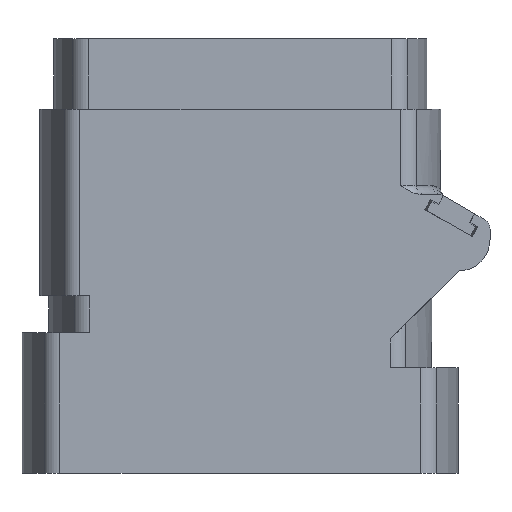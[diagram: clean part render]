
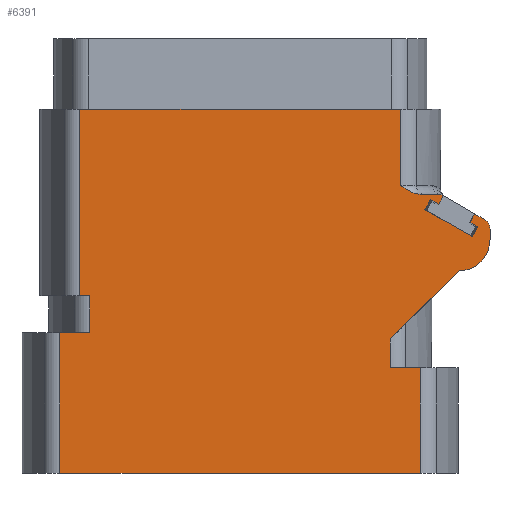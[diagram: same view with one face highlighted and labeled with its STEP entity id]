
A CAD part, front view. The second image highlights one B-rep face of the part: STEP entity #6391.
In plain terms, the highlighted planar face has unit normal (0, -1, 0).
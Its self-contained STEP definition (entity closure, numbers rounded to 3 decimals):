
#670=DIRECTION('',(1.,0.,0.));
#671=VECTOR('',#670,18.238);
#672=CARTESIAN_POINT('',(-9.119,-6.,20.7));
#673=LINE('',#672,#671);
#712=DIRECTION('',(1.,0.,0.));
#713=VECTOR('',#712,0.575);
#714=CARTESIAN_POINT('',(-9.119,-6.,10.1));
#715=LINE('',#714,#713);
#740=DIRECTION('',(-0.5,0.,-0.866));
#741=VECTOR('',#740,0.55);
#742=CARTESIAN_POINT('',(11.555,-6.,15.777));
#743=LINE('',#742,#741);
#744=DIRECTION('',(-0.866,0.,0.5));
#745=VECTOR('',#744,0.525);
#746=CARTESIAN_POINT('',(11.28,-6.,15.3));
#747=LINE('',#746,#745);
#748=DIRECTION('',(-0.5,0.,-0.866));
#749=VECTOR('',#748,0.65);
#750=CARTESIAN_POINT('',(10.825,-6.,15.563));
#751=LINE('',#750,#749);
#752=DIRECTION('',(0.866,0.,-0.5));
#753=VECTOR('',#752,3.1);
#754=CARTESIAN_POINT('',(10.5,-6.,15.));
#755=LINE('',#754,#753);
#756=DIRECTION('',(0.5,0.,0.866));
#757=VECTOR('',#756,0.65);
#758=CARTESIAN_POINT('',(13.185,-6.,13.45));
#759=LINE('',#758,#757);
#760=DIRECTION('',(-0.866,0.,0.5));
#761=VECTOR('',#760,0.525);
#762=CARTESIAN_POINT('',(13.51,-6.,14.013));
#763=LINE('',#762,#761);
#764=DIRECTION('',(0.5,0.,0.866));
#765=VECTOR('',#764,0.55);
#766=CARTESIAN_POINT('',(13.055,-6.,14.275));
#767=LINE('',#766,#765);
#768=DIRECTION('',(-0.866,0.,0.5));
#769=VECTOR('',#768,0.629);
#770=CARTESIAN_POINT('',(13.875,-6.,14.437));
#771=LINE('',#770,#769);
#772=CARTESIAN_POINT('',(13.55,-6.,13.874));
#773=DIRECTION('',(0.,-1.,0.));
#774=DIRECTION('',(1.,0.,0.));
#775=AXIS2_PLACEMENT_3D('',#772,#773,#774);
#777=DIRECTION('',(0.,0.,1.));
#778=VECTOR('',#777,0.574);
#779=CARTESIAN_POINT('',(14.2,-6.,13.3));
#780=LINE('',#779,#778);
#781=CARTESIAN_POINT('',(12.4,-6.,13.3));
#782=DIRECTION('',(0.,-1.,0.));
#783=DIRECTION('',(0.,0.,-1.));
#784=AXIS2_PLACEMENT_3D('',#781,#782,#783);
#786=DIRECTION('',(0.,0.,-1.));
#787=VECTOR('',#786,1.645);
#788=CARTESIAN_POINT('',(8.545,-6.,7.645));
#789=LINE('',#788,#787);
#790=DIRECTION('',(0.,0.,-1.));
#791=VECTOR('',#790,6.);
#792=CARTESIAN_POINT('',(10.245,-6.,6.));
#793=LINE('',#792,#791);
#794=DIRECTION('',(0.,0.,1.));
#795=VECTOR('',#794,8.);
#796=CARTESIAN_POINT('',(-10.245,-6.,0.));
#797=LINE('',#796,#795);
#798=DIRECTION('',(0.,0.,-1.));
#799=VECTOR('',#798,2.1);
#800=CARTESIAN_POINT('',(-8.545,-6.,10.1));
#801=LINE('',#800,#799);
#802=DIRECTION('',(0.,0.,-1.));
#803=VECTOR('',#802,10.6);
#804=CARTESIAN_POINT('',(-9.119,-6.,20.7));
#805=LINE('',#804,#803);
#806=DIRECTION('',(0.,0.,-1.));
#807=VECTOR('',#806,4.334);
#808=CARTESIAN_POINT('',(9.119,-6.,20.7));
#809=LINE('',#808,#807);
#810=DIRECTION('',(-0.866,0.,0.5));
#811=VECTOR('',#810,0.179);
#812=CARTESIAN_POINT('',(11.555,-6.,15.777));
#813=LINE('',#812,#811);
#842=DIRECTION('',(-1.,0.,0.));
#843=VECTOR('',#842,1.163);
#844=CARTESIAN_POINT('',(11.4,-6.,15.866));
#845=LINE('',#844,#843);
#861=CARTESIAN_POINT('',(10.237,-6.,15.866));
#862=CARTESIAN_POINT('',(10.224,-6.,15.866));
#863=CARTESIAN_POINT('',(10.198,-6.,15.867));
#864=CARTESIAN_POINT('',(10.158,-6.,15.869));
#865=CARTESIAN_POINT('',(10.116,-6.,15.874));
#866=CARTESIAN_POINT('',(10.072,-6.,15.88));
#867=CARTESIAN_POINT('',(10.027,-6.,15.889));
#868=CARTESIAN_POINT('',(9.98,-6.,15.899));
#869=CARTESIAN_POINT('',(9.932,-6.,15.913));
#870=CARTESIAN_POINT('',(9.881,-6.,15.929));
#871=CARTESIAN_POINT('',(9.828,-6.,15.948));
#872=CARTESIAN_POINT('',(9.772,-6.,15.97));
#873=CARTESIAN_POINT('',(9.714,-6.,15.996));
#874=CARTESIAN_POINT('',(9.651,-6.,16.026));
#875=CARTESIAN_POINT('',(9.583,-6.,16.063));
#876=CARTESIAN_POINT('',(9.508,-6.,16.105));
#877=CARTESIAN_POINT('',(9.425,-6.,16.157));
#878=CARTESIAN_POINT('',(9.332,-6.,16.217));
#879=CARTESIAN_POINT('',(9.231,-6.,16.287));
#880=CARTESIAN_POINT('',(9.158,-6.,16.339));
#881=CARTESIAN_POINT('',(9.119,-6.,16.366));
#1281=DIRECTION('',(0.707,0.,0.707));
#1282=VECTOR('',#1281,5.452);
#1283=CARTESIAN_POINT('',(8.545,-6.,7.645));
#1284=LINE('',#1283,#1282);
#1359=DIRECTION('',(-1.,0.,0.));
#1360=VECTOR('',#1359,1.7);
#1361=CARTESIAN_POINT('',(10.245,-6.,6.));
#1362=LINE('',#1361,#1360);
#1428=DIRECTION('',(1.,0.,0.));
#1429=VECTOR('',#1428,20.49);
#1430=CARTESIAN_POINT('',(-10.245,-6.,0.));
#1431=LINE('',#1430,#1429);
#1456=DIRECTION('',(-1.,0.,0.));
#1457=VECTOR('',#1456,1.7);
#1458=CARTESIAN_POINT('',(-8.545,-6.,8.));
#1459=LINE('',#1458,#1457);
#4181=CARTESIAN_POINT('',(12.4,-6.,11.5));
#4182=CARTESIAN_POINT('',(14.2,-6.,13.3));
#4183=VERTEX_POINT('',#4181);
#4184=VERTEX_POINT('',#4182);
#4185=CARTESIAN_POINT('',(14.2,-6.,13.874));
#4186=VERTEX_POINT('',#4185);
#4187=CARTESIAN_POINT('',(13.875,-6.,14.437));
#4188=VERTEX_POINT('',#4187);
#4217=CARTESIAN_POINT('',(11.4,-6.,15.866));
#4218=VERTEX_POINT('',#4217);
#4233=CARTESIAN_POINT('',(11.555,-6.,15.777));
#4234=CARTESIAN_POINT('',(11.28,-6.,15.3));
#4235=VERTEX_POINT('',#4233);
#4236=VERTEX_POINT('',#4234);
#4237=CARTESIAN_POINT('',(10.825,-6.,15.563));
#4238=VERTEX_POINT('',#4237);
#4239=CARTESIAN_POINT('',(10.5,-6.,15.));
#4240=VERTEX_POINT('',#4239);
#4241=CARTESIAN_POINT('',(13.185,-6.,13.45));
#4242=VERTEX_POINT('',#4241);
#4243=CARTESIAN_POINT('',(13.51,-6.,14.013));
#4244=VERTEX_POINT('',#4243);
#4245=CARTESIAN_POINT('',(13.055,-6.,14.275));
#4246=VERTEX_POINT('',#4245);
#4247=CARTESIAN_POINT('',(13.33,-6.,14.752));
#4248=VERTEX_POINT('',#4247);
#4298=CARTESIAN_POINT('',(10.245,-6.,0.));
#4300=VERTEX_POINT('',#4298);
#4301=CARTESIAN_POINT('',(10.245,-6.,6.));
#4302=VERTEX_POINT('',#4301);
#4306=CARTESIAN_POINT('',(-10.245,-6.,8.));
#4308=VERTEX_POINT('',#4306);
#4309=CARTESIAN_POINT('',(-10.245,-6.,0.));
#4310=VERTEX_POINT('',#4309);
#4329=CARTESIAN_POINT('',(8.545,-6.,7.645));
#4330=CARTESIAN_POINT('',(8.545,-6.,6.));
#4331=VERTEX_POINT('',#4329);
#4332=VERTEX_POINT('',#4330);
#4341=CARTESIAN_POINT('',(-8.545,-6.,10.1));
#4342=CARTESIAN_POINT('',(-8.545,-6.,8.));
#4343=VERTEX_POINT('',#4341);
#4344=VERTEX_POINT('',#4342);
#4345=CARTESIAN_POINT('',(-9.119,-6.,10.1));
#4347=VERTEX_POINT('',#4345);
#4351=CARTESIAN_POINT('',(-9.119,-6.,20.7));
#4352=VERTEX_POINT('',#4351);
#4365=CARTESIAN_POINT('',(9.119,-6.,20.7));
#4367=VERTEX_POINT('',#4365);
#4373=CARTESIAN_POINT('',(9.119,-6.,16.366));
#4374=VERTEX_POINT('',#4373);
#4375=CARTESIAN_POINT('',(10.237,-6.,15.866));
#4376=VERTEX_POINT('',#4375);
#6335=CARTESIAN_POINT('',(-10.852,-6.,0.));
#6336=DIRECTION('',(0.,-1.,0.));
#6337=DIRECTION('',(1.,0.,0.));
#6338=AXIS2_PLACEMENT_3D('',#6335,#6336,#6337);
#6339=PLANE('',#6338);
#6341=ORIENTED_EDGE('',*,*,#6340,.T.);
#6343=ORIENTED_EDGE('',*,*,#6342,.T.);
#6345=ORIENTED_EDGE('',*,*,#6344,.T.);
#6347=ORIENTED_EDGE('',*,*,#6346,.T.);
#6349=ORIENTED_EDGE('',*,*,#6348,.T.);
#6351=ORIENTED_EDGE('',*,*,#6350,.T.);
#6353=ORIENTED_EDGE('',*,*,#6352,.T.);
#6355=ORIENTED_EDGE('',*,*,#6354,.F.);
#6357=ORIENTED_EDGE('',*,*,#6356,.F.);
#6359=ORIENTED_EDGE('',*,*,#6358,.F.);
#6361=ORIENTED_EDGE('',*,*,#6360,.F.);
#6363=ORIENTED_EDGE('',*,*,#6362,.F.);
#6365=ORIENTED_EDGE('',*,*,#6364,.T.);
#6367=ORIENTED_EDGE('',*,*,#6366,.F.);
#6369=ORIENTED_EDGE('',*,*,#6368,.T.);
#6371=ORIENTED_EDGE('',*,*,#6370,.F.);
#6373=ORIENTED_EDGE('',*,*,#6372,.T.);
#6375=ORIENTED_EDGE('',*,*,#6374,.F.);
#6377=ORIENTED_EDGE('',*,*,#6376,.F.);
#6378=ORIENTED_EDGE('',*,*,#6317,.F.);
#6379=ORIENTED_EDGE('',*,*,#6307,.F.);
#6380=ORIENTED_EDGE('',*,*,#6275,.T.);
#6382=ORIENTED_EDGE('',*,*,#6381,.T.);
#6384=ORIENTED_EDGE('',*,*,#6383,.F.);
#6386=ORIENTED_EDGE('',*,*,#6385,.F.);
#6388=ORIENTED_EDGE('',*,*,#6387,.F.);
#6389=EDGE_LOOP('',(#6341,#6343,#6345,#6347,#6349,#6351,#6353,#6355,#6357,#6359,
#6361,#6363,#6365,#6367,#6369,#6371,#6373,#6375,#6377,#6378,#6379,#6380,#6382,
#6384,#6386,#6388));
#6390=FACE_OUTER_BOUND('',#6389,.F.);
#6391=ADVANCED_FACE('',(#6390),#6339,.T.);
#776=CIRCLE('',#775,0.65);
#785=CIRCLE('',#784,1.8);
#882=B_SPLINE_CURVE_WITH_KNOTS('',3,(#861,#862,#863,#864,#865,#866,#867,#868,
#869,#870,#871,#872,#873,#874,#875,#876,#877,#878,#879,#880,#881),.UNSPECIFIED.,
.F.,.F.,(4,1,1,1,1,1,1,1,1,1,1,1,1,1,1,1,1,1,4),(0.,0.056,
0.111,0.167,0.222,0.278,
0.333,0.389,0.444,0.5,0.556,
0.611,0.667,0.722,0.778,
0.833,0.889,0.944,1.),.UNSPECIFIED.);
#6275=EDGE_CURVE('',#4352,#4367,#673,.T.);
#6307=EDGE_CURVE('',#4352,#4347,#805,.T.);
#6317=EDGE_CURVE('',#4347,#4343,#715,.T.);
#6340=EDGE_CURVE('',#4235,#4236,#743,.T.);
#6342=EDGE_CURVE('',#4236,#4238,#747,.T.);
#6344=EDGE_CURVE('',#4238,#4240,#751,.T.);
#6346=EDGE_CURVE('',#4240,#4242,#755,.T.);
#6348=EDGE_CURVE('',#4242,#4244,#759,.T.);
#6350=EDGE_CURVE('',#4244,#4246,#763,.T.);
#6352=EDGE_CURVE('',#4246,#4248,#767,.T.);
#6354=EDGE_CURVE('',#4188,#4248,#771,.T.);
#6356=EDGE_CURVE('',#4186,#4188,#776,.T.);
#6358=EDGE_CURVE('',#4184,#4186,#780,.T.);
#6360=EDGE_CURVE('',#4183,#4184,#785,.T.);
#6362=EDGE_CURVE('',#4331,#4183,#1284,.T.);
#6364=EDGE_CURVE('',#4331,#4332,#789,.T.);
#6366=EDGE_CURVE('',#4302,#4332,#1362,.T.);
#6368=EDGE_CURVE('',#4302,#4300,#793,.T.);
#6370=EDGE_CURVE('',#4310,#4300,#1431,.T.);
#6372=EDGE_CURVE('',#4310,#4308,#797,.T.);
#6374=EDGE_CURVE('',#4344,#4308,#1459,.T.);
#6376=EDGE_CURVE('',#4343,#4344,#801,.T.);
#6381=EDGE_CURVE('',#4367,#4374,#809,.T.);
#6383=EDGE_CURVE('',#4376,#4374,#882,.T.);
#6385=EDGE_CURVE('',#4218,#4376,#845,.T.);
#6387=EDGE_CURVE('',#4235,#4218,#813,.T.);
